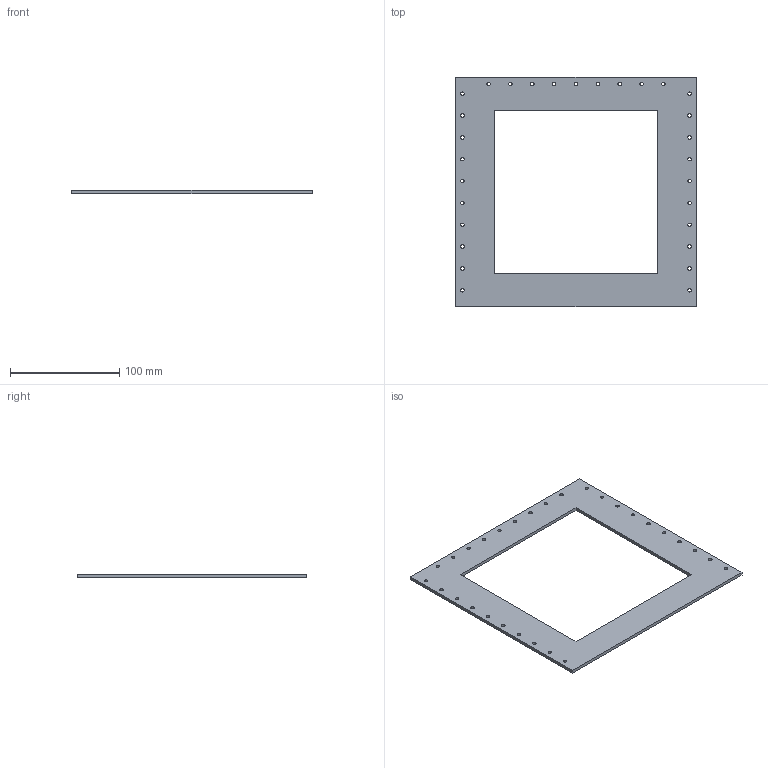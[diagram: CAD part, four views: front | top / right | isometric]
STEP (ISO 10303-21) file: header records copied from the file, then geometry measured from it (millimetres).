
FILE_DESCRIPTION (( 'STEP AP214' ), '1' );
FILE_NAME ('【1】直后板.step', '2024-04-30T16:50:48', ( '' ), ( '' ), 'SwSTEP 2.0', 'SolidWorks 2023', '' );
FILE_SCHEMA (( 'AUTOMOTIVE_DESIGN' ));
Length unit declared in the file: millimetre
Products named in the file (1): 【1】直后板
Bounding box: 220 x 210 x 3 mm (x, y, z)
Volume: 70400.3 mm3; surface area: 52188.2 mm2
Topology: 1 solids, 1 shells, 68 faces, 198 edges, 132 vertices
Faces by surface type: cylinder 58, plane 10
Entity records: 2461 total; most frequent: DIRECTION 452, CARTESIAN_POINT 399, ORIENTED_EDGE 396, EDGE_CURVE 198, AXIS2_PLACEMENT_3D 185, VERTEX_POINT 132, EDGE_LOOP 128, CIRCLE 116
